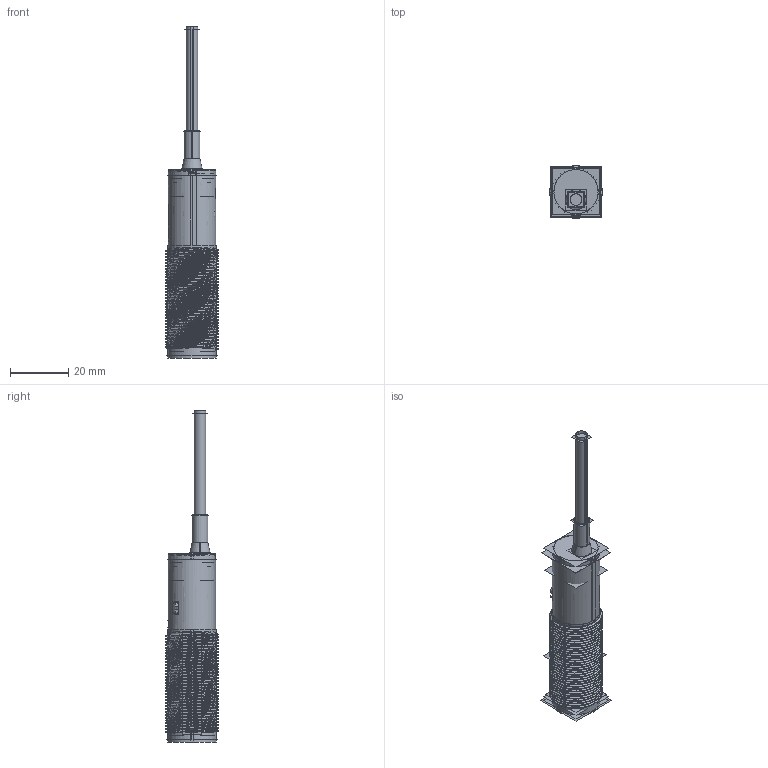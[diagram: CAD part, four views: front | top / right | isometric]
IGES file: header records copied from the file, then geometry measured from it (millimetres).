
Start section:  PTC IGES file: 165913.igs
Global section: file name: 165913.igs; native system: Creo Parametric by PTC Inc.; preprocessor: 2016260; author: pdmadmin; organization: Unknown; date: 20170907.154857; units: millimetre
Bounding box: 18.03 x 18.03 x 113.9 mm (x, y, z)
Volume: 7905.6 mm3; surface area: 191426.5 mm2
Topology: 8 solids, 8 shells, 1422 faces, 6754 edges, 8258 vertices
Faces by surface type: bspline 928, revolution 478, extrusion 16
